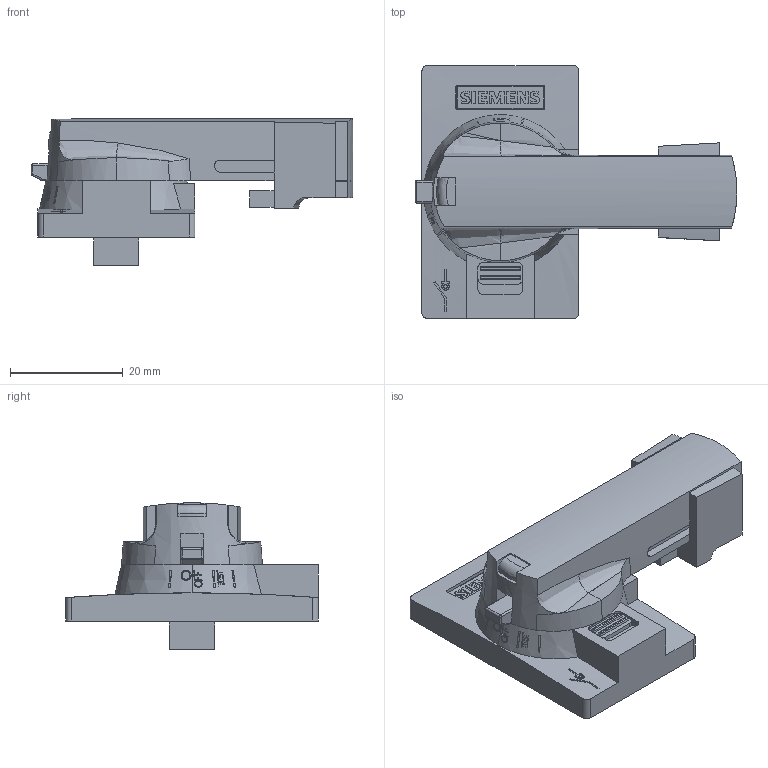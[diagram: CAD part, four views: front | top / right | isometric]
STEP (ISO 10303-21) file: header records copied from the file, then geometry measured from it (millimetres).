
FILE_DESCRIPTION(('STEP AP214'),'1');
FILE_NAME('cctmp_DA5F9C94-D2CE-4AAE-A0CC-9AD967B5A7BC_2023_10_04_12_15_33_0930..stp','2023-10-04T10:15:34',('SIEMENS A&D'),('CADClick - www.CADClick.com'),'Spatial InterOp 3D',' ','unknown authorization');
FILE_SCHEMA(('AUTOMOTIVE_DESIGN'));
Length unit declared in the file: millimetre
Products named in the file (1): 2023_10_04_12_15_33_0904
Bounding box: 57.15 x 44.9 x 26 mm (x, y, z)
Volume: 17380.9 mm3; surface area: 8853 mm2
Topology: 1 solids, 1 shells, 555 faces, 1506 edges, 986 vertices
Faces by surface type: plane 382, cylinder 113, cone 28, sphere 16, extrusion 9, bspline 6, torus 1
Entity records: 23611 total; most frequent: CARTESIAN_POINT 4999, ORIENTED_EDGE 3004, DIRECTION 2961, EDGE_CURVE 1502, AXIS2_PLACEMENT_3D 1059, VERTEX_POINT 986, VECTOR 843, LINE 834
